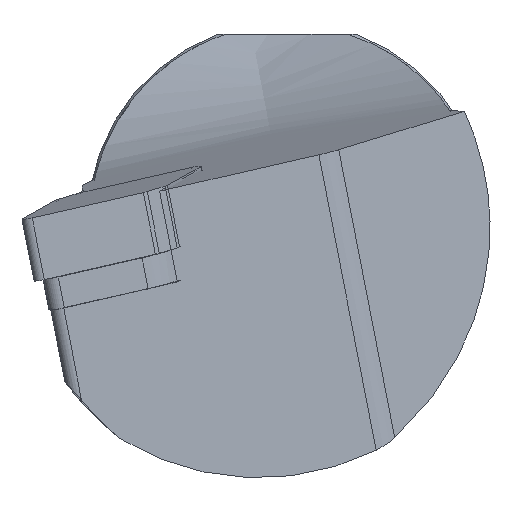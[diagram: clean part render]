
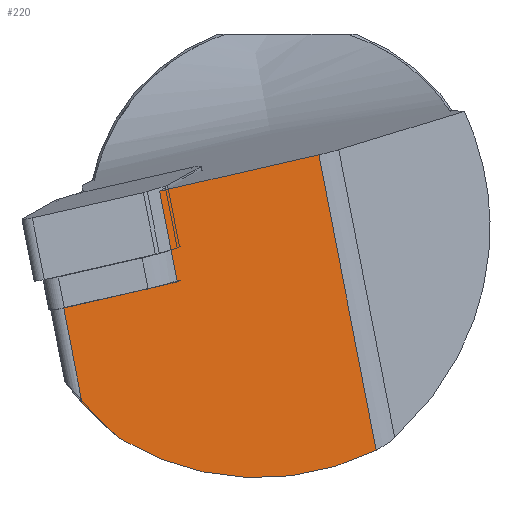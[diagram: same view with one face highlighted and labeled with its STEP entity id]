
A CAD part, left-side view. The second image highlights one B-rep face of the part: STEP entity #220.
In plain terms, the highlighted planar face has unit normal (-0.95, -0.309, -0.042).
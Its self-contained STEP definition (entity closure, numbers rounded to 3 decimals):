
#152=ELLIPSE('',#1016,27.698,26.156);
#154=ELLIPSE('',#1021,28.943,27.5);
#195=B_SPLINE_CURVE_WITH_KNOTS('',3,(#1626,#1627,#1628,#1629,#1630,#1631,
#1632),.UNSPECIFIED.,.F.,.F.,(4,3,4),(0.,0.306,1.),
 .UNSPECIFIED.);
#220=ADVANCED_FACE('',(#293),#258,.F.);
#258=PLANE('',#1043);
#293=FACE_OUTER_BOUND('',#343,.T.);
#343=EDGE_LOOP('',(#606,#607,#608,#609,#610,#611,#612,#613));
#373=LINE('',#1335,#437);
#380=LINE('',#1351,#444);
#388=LINE('',#1412,#452);
#397=LINE('',#1873,#461);
#398=LINE('',#1874,#462);
#437=VECTOR('',#1097,1.);
#444=VECTOR('',#1110,1.);
#452=VECTOR('',#1124,1.);
#461=VECTOR('',#1191,1.);
#462=VECTOR('',#1192,1.);
#606=ORIENTED_EDGE('',*,*,#845,.F.);
#607=ORIENTED_EDGE('',*,*,#913,.F.);
#608=ORIENTED_EDGE('',*,*,#865,.F.);
#609=ORIENTED_EDGE('',*,*,#876,.F.);
#610=ORIENTED_EDGE('',*,*,#868,.T.);
#611=ORIENTED_EDGE('',*,*,#914,.T.);
#612=ORIENTED_EDGE('',*,*,#907,.T.);
#613=ORIENTED_EDGE('',*,*,#853,.T.);
#759=VERTEX_POINT('',#1333);
#761=VERTEX_POINT('',#1336);
#767=VERTEX_POINT('',#1352);
#775=VERTEX_POINT('',#1383);
#777=VERTEX_POINT('',#1411);
#780=VERTEX_POINT('',#1423);
#781=VERTEX_POINT('',#1425);
#807=VERTEX_POINT('',#1633);
#845=EDGE_CURVE('',#759,#761,#373,.T.);
#853=EDGE_CURVE('',#767,#761,#380,.T.);
#865=EDGE_CURVE('',#777,#775,#388,.T.);
#868=EDGE_CURVE('',#781,#780,#152,.T.);
#876=EDGE_CURVE('',#781,#777,#154,.T.);
#907=EDGE_CURVE('',#807,#767,#195,.T.);
#913=EDGE_CURVE('',#775,#759,#397,.T.);
#914=EDGE_CURVE('',#780,#807,#398,.T.);
#1016=AXIS2_PLACEMENT_3D('',#1424,#1129,#1130);
#1021=AXIS2_PLACEMENT_3D('',#1455,#1139,#1140);
#1043=AXIS2_PLACEMENT_3D('',#1875,#1193,#1194);
#1097=DIRECTION('',(0.294,-0.932,0.213));
#1110=DIRECTION('',(0.105,-0.19,-0.976));
#1124=DIRECTION('',(-0.105,0.19,0.976));
#1129=DIRECTION('',(-0.95,-0.309,-0.042));
#1130=DIRECTION('',(-0.312,0.942,0.127));
#1139=DIRECTION('',(0.95,0.309,0.042));
#1140=DIRECTION('',(-0.312,0.942,0.127));
#1191=DIRECTION('',(0.294,-0.932,0.213));
#1192=DIRECTION('',(-0.105,0.19,0.976));
#1193=DIRECTION('',(0.95,0.309,0.042));
#1194=DIRECTION('',(0.309,-0.951,0.));
#1333=CARTESIAN_POINT('',(-203.877,3.722,-6.457));
#1335=CARTESIAN_POINT('',(-198.343,-13.835,-2.452));
#1336=CARTESIAN_POINT('',(-203.381,2.148,-6.098));
#1351=CARTESIAN_POINT('',(-207.283,9.232,30.346));
#1352=CARTESIAN_POINT('',(-204.356,3.919,3.01));
#1383=CARTESIAN_POINT('',(-206.977,13.555,-8.7));
#1411=CARTESIAN_POINT('',(-205.953,11.697,-18.262));
#1412=CARTESIAN_POINT('',(-258.164,106.483,469.369));
#1423=CARTESIAN_POINT('',(-196.144,-17.826,-22.988));
#1424=CARTESIAN_POINT('',(-201.022,-5.98,0.389));
#1425=CARTESIAN_POINT('',(-204.532,7.813,-21.866));
#1455=CARTESIAN_POINT('',(-200.067,-8.864,0.));
#1626=CARTESIAN_POINT('',(-199.318,-12.064,6.657));
#1627=CARTESIAN_POINT('',(-199.833,-10.431,6.284));
#1628=CARTESIAN_POINT('',(-200.348,-8.798,5.912));
#1629=CARTESIAN_POINT('',(-200.862,-7.165,5.539));
#1630=CARTESIAN_POINT('',(-202.027,-3.471,4.696));
#1631=CARTESIAN_POINT('',(-203.192,0.224,3.853));
#1632=CARTESIAN_POINT('',(-204.356,3.919,3.01));
#1633=CARTESIAN_POINT('',(-199.318,-12.064,6.657));
#1873=CARTESIAN_POINT('',(-198.343,-13.835,-2.452));
#1874=CARTESIAN_POINT('',(-249.531,79.093,475.617));
#1875=CARTESIAN_POINT('',(-249.531,79.093,475.617));
